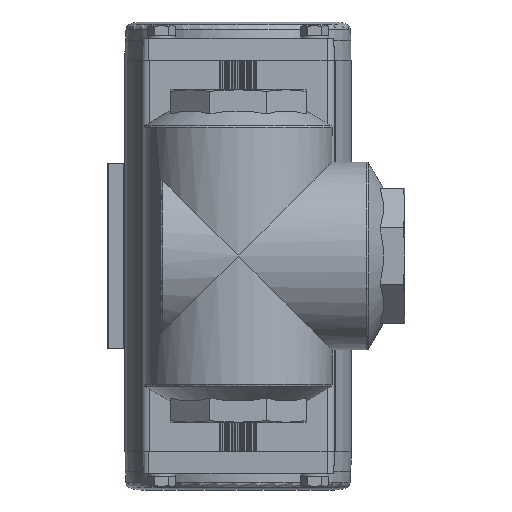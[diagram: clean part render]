
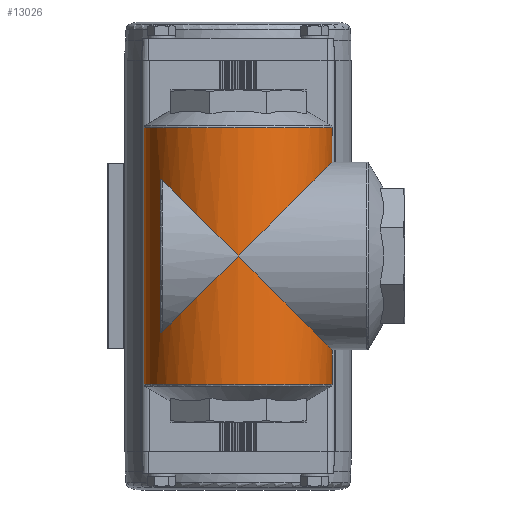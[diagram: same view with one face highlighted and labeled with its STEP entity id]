
A CAD part, front view. The second image highlights one B-rep face of the part: STEP entity #13026.
In plain terms, the highlighted cylindrical face has radius 38 mm (diameter 76 mm), a full revolution.
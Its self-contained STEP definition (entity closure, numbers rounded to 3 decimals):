
#147=ELLIPSE('',#14092,53.74,38.);
#148=ELLIPSE('',#14093,53.74,38.);
#149=ELLIPSE('',#14094,53.74,38.);
#150=ELLIPSE('',#14095,53.74,38.);
#151=ELLIPSE('',#14096,53.74,38.);
#152=ELLIPSE('',#14097,53.74,38.);
#659=B_SPLINE_CURVE_WITH_KNOTS('',3,(#19922,#19923,#19924,#19925,#19926,
#19927,#19928),.UNSPECIFIED.,.F.,.F.,(4,1,1,1,4),(0.074,0.08,
0.085,0.09,0.096),.UNSPECIFIED.);
#661=B_SPLINE_CURVE_WITH_KNOTS('',3,(#19939,#19940,#19941,#19942,#19943,
#19944,#19945,#19946),.UNSPECIFIED.,.F.,.F.,(4,1,1,1,1,4),(0.032,
0.037,0.043,0.048,0.051,
0.053),.UNSPECIFIED.);
#682=B_SPLINE_CURVE_WITH_KNOTS('',3,(#20135,#20136,#20137,#20138,#20139,
#20140,#20141),.UNSPECIFIED.,.F.,.F.,(4,1,1,1,4),(0.,0.001,
0.001,0.002,0.002),
 .UNSPECIFIED.);
#683=B_SPLINE_CURVE_WITH_KNOTS('',3,(#20145,#20146,#20147,#20148,#20149,
#20150,#20151),.UNSPECIFIED.,.F.,.F.,(4,1,1,1,4),(0.003,0.003,
0.004,0.005,0.005),
 .UNSPECIFIED.);
#684=B_SPLINE_CURVE_WITH_KNOTS('',3,(#20158,#20159,#20160,#20161,#20162,
#20163,#20164),.UNSPECIFIED.,.F.,.F.,(4,1,1,1,4),(0.,0.001,
0.001,0.002,0.002),
 .UNSPECIFIED.);
#685=B_SPLINE_CURVE_WITH_KNOTS('',3,(#20168,#20169,#20170,#20171,#20172,
#20173,#20174),.UNSPECIFIED.,.F.,.F.,(4,1,1,1,4),(0.003,0.003,
0.004,0.005,0.005),
 .UNSPECIFIED.);
#1347=LINE('',#20143,#2158);
#1348=LINE('',#20166,#2159);
#2158=VECTOR('',#15878,1000.);
#2159=VECTOR('',#15885,1000.);
#3152=ORIENTED_EDGE('',*,*,#6887,.F.);
#3153=ORIENTED_EDGE('',*,*,#6833,.F.);
#3154=ORIENTED_EDGE('',*,*,#6888,.F.);
#3155=ORIENTED_EDGE('',*,*,#6889,.T.);
#3156=ORIENTED_EDGE('',*,*,#6890,.F.);
#3157=ORIENTED_EDGE('',*,*,#6891,.T.);
#3158=ORIENTED_EDGE('',*,*,#6892,.F.);
#3159=ORIENTED_EDGE('',*,*,#6831,.F.);
#3160=ORIENTED_EDGE('',*,*,#6893,.F.);
#3161=ORIENTED_EDGE('',*,*,#6894,.F.);
#3162=ORIENTED_EDGE('',*,*,#6895,.T.);
#3163=ORIENTED_EDGE('',*,*,#6896,.F.);
#3164=ORIENTED_EDGE('',*,*,#6897,.T.);
#3165=ORIENTED_EDGE('',*,*,#6898,.F.);
#3166=ORIENTED_EDGE('',*,*,#6899,.F.);
#3167=ORIENTED_EDGE('',*,*,#6900,.T.);
#6831=EDGE_CURVE('',#8689,#8690,#659,.T.);
#6833=EDGE_CURVE('',#8691,#8692,#661,.T.);
#6887=EDGE_CURVE('',#8735,#8735,#9924,.T.);
#6888=EDGE_CURVE('',#8736,#8691,#147,.T.);
#6889=EDGE_CURVE('',#8736,#8737,#682,.T.);
#6890=EDGE_CURVE('',#8738,#8737,#1347,.F.);
#6891=EDGE_CURVE('',#8738,#8739,#683,.T.);
#6892=EDGE_CURVE('',#8690,#8739,#148,.F.);
#6893=EDGE_CURVE('',#8740,#8689,#149,.F.);
#6894=EDGE_CURVE('',#8741,#8740,#150,.F.);
#6895=EDGE_CURVE('',#8741,#8742,#684,.T.);
#6896=EDGE_CURVE('',#8743,#8742,#1348,.T.);
#6897=EDGE_CURVE('',#8743,#8744,#685,.T.);
#6898=EDGE_CURVE('',#8740,#8744,#151,.T.);
#6899=EDGE_CURVE('',#8692,#8740,#152,.T.);
#6900=EDGE_CURVE('',#8745,#8745,#9925,.T.);
#8689=VERTEX_POINT('',#19929);
#8690=VERTEX_POINT('',#19930);
#8691=VERTEX_POINT('',#19938);
#8692=VERTEX_POINT('',#19947);
#8735=VERTEX_POINT('',#20132);
#8736=VERTEX_POINT('',#20134);
#8737=VERTEX_POINT('',#20142);
#8738=VERTEX_POINT('',#20144);
#8739=VERTEX_POINT('',#20152);
#8740=VERTEX_POINT('',#20155);
#8741=VERTEX_POINT('',#20157);
#8742=VERTEX_POINT('',#20165);
#8743=VERTEX_POINT('',#20167);
#8744=VERTEX_POINT('',#20175);
#8745=VERTEX_POINT('',#20179);
#9924=CIRCLE('',#14091,38.);
#9925=CIRCLE('',#14098,38.);
#10553=EDGE_LOOP('',(#3152));
#10554=EDGE_LOOP('',(#3153,#3154,#3155,#3156,#3157,#3158,#3159,#3160,#3161,
#3162,#3163,#3164,#3165,#3166));
#10555=EDGE_LOOP('',(#3167));
#11687=FACE_BOUND('',#10553,.T.);
#11688=FACE_BOUND('',#10554,.T.);
#11689=FACE_BOUND('',#10555,.T.);
#12800=CYLINDRICAL_SURFACE('',#14090,38.);
#13026=ADVANCED_FACE('',(#11687,#11688,#11689),#12800,.T.);
#14090=AXIS2_PLACEMENT_3D('',#20130,#15872,#15873);
#14091=AXIS2_PLACEMENT_3D('',#20131,#15874,#15875);
#14092=AXIS2_PLACEMENT_3D('',#20133,#15876,#15877);
#14093=AXIS2_PLACEMENT_3D('',#20153,#15879,#15880);
#14094=AXIS2_PLACEMENT_3D('',#20154,#15881,#15882);
#14095=AXIS2_PLACEMENT_3D('',#20156,#15883,#15884);
#14096=AXIS2_PLACEMENT_3D('',#20176,#15886,#15887);
#14097=AXIS2_PLACEMENT_3D('',#20177,#15888,#15889);
#14098=AXIS2_PLACEMENT_3D('',#20178,#15890,#15891);
#15872=DIRECTION('',(0.,0.,-1.));
#15873=DIRECTION('',(-1.,0.,0.));
#15874=DIRECTION('',(0.,0.,-1.));
#15875=DIRECTION('',(-1.,0.,0.));
#15876=DIRECTION('',(-0.707,0.,-0.707));
#15877=DIRECTION('',(0.707,0.,-0.707));
#15878=DIRECTION('',(0.,0.,-1.));
#15879=DIRECTION('',(0.707,0.,-0.707));
#15880=DIRECTION('',(-0.707,0.,-0.707));
#15881=DIRECTION('',(-0.707,0.,-0.707));
#15882=DIRECTION('',(0.707,0.,-0.707));
#15883=DIRECTION('',(0.707,0.,-0.707));
#15884=DIRECTION('',(-0.707,0.,-0.707));
#15885=DIRECTION('',(0.,0.,-1.));
#15886=DIRECTION('',(-0.707,0.,-0.707));
#15887=DIRECTION('',(0.707,0.,-0.707));
#15888=DIRECTION('',(0.707,0.,-0.707));
#15889=DIRECTION('',(-0.707,0.,-0.707));
#15890=DIRECTION('',(0.,0.,-1.));
#15891=DIRECTION('',(-1.,0.,0.));
#19922=CARTESIAN_POINT('',(9.546,36.781,-9.546));
#19923=CARTESIAN_POINT('',(8.309,37.103,-10.783));
#19924=CARTESIAN_POINT('',(5.341,37.736,-12.781));
#19925=CARTESIAN_POINT('',(0.004,38.132,-13.859));
#19926=CARTESIAN_POINT('',(-5.34,37.736,-12.783));
#19927=CARTESIAN_POINT('',(-8.312,37.102,-10.78));
#19928=CARTESIAN_POINT('',(-9.546,36.781,-9.546));
#19929=CARTESIAN_POINT('',(9.546,36.781,-9.546));
#19930=CARTESIAN_POINT('',(-9.546,36.781,-9.546));
#19938=CARTESIAN_POINT('',(-9.546,36.781,9.546));
#19939=CARTESIAN_POINT('',(-9.546,36.781,9.546));
#19940=CARTESIAN_POINT('',(-8.306,37.103,10.786));
#19941=CARTESIAN_POINT('',(-5.341,37.736,12.78));
#19942=CARTESIAN_POINT('',(-0.006,38.131,13.857));
#19943=CARTESIAN_POINT('',(4.436,37.804,12.968));
#19944=CARTESIAN_POINT('',(7.573,37.26,11.279));
#19945=CARTESIAN_POINT('',(8.922,36.943,10.17));
#19946=CARTESIAN_POINT('',(9.546,36.781,9.546));
#19947=CARTESIAN_POINT('',(9.546,36.781,9.546));
#20130=CARTESIAN_POINT('',(0.,0.,-67.25));
#20131=CARTESIAN_POINT('',(0.,0.,-51.934));
#20132=CARTESIAN_POINT('',(-38.,0.,-51.934));
#20133=CARTESIAN_POINT('',(0.,0.,0.));
#20134=CARTESIAN_POINT('',(-30.5,22.666,30.5));
#20135=CARTESIAN_POINT('',(-30.5,22.666,30.5));
#20136=CARTESIAN_POINT('',(-30.591,22.543,30.591));
#20137=CARTESIAN_POINT('',(-30.779,22.288,30.748));
#20138=CARTESIAN_POINT('',(-31.077,21.871,30.885));
#20139=CARTESIAN_POINT('',(-31.407,21.394,30.831));
#20140=CARTESIAN_POINT('',(-31.5,21.254,30.465));
#20141=CARTESIAN_POINT('',(-31.5,21.254,30.286));
#20142=CARTESIAN_POINT('',(-31.5,21.254,30.286));
#20143=CARTESIAN_POINT('',(-31.5,21.254,-67.25));
#20144=CARTESIAN_POINT('',(-31.5,21.254,-30.286));
#20145=CARTESIAN_POINT('',(-31.5,21.254,-30.286));
#20146=CARTESIAN_POINT('',(-31.5,21.254,-30.462));
#20147=CARTESIAN_POINT('',(-31.407,21.394,-30.832));
#20148=CARTESIAN_POINT('',(-31.076,21.872,-30.885));
#20149=CARTESIAN_POINT('',(-30.78,22.286,-30.749));
#20150=CARTESIAN_POINT('',(-30.591,22.543,-30.591));
#20151=CARTESIAN_POINT('',(-30.5,22.666,-30.5));
#20152=CARTESIAN_POINT('',(-30.5,22.666,-30.5));
#20153=CARTESIAN_POINT('',(0.,0.,0.));
#20154=CARTESIAN_POINT('',(0.,0.,0.));
#20155=CARTESIAN_POINT('',(0.,-38.,0.));
#20156=CARTESIAN_POINT('',(0.,0.,0.));
#20157=CARTESIAN_POINT('',(-30.5,-22.666,-30.5));
#20158=CARTESIAN_POINT('',(-30.5,-22.666,-30.5));
#20159=CARTESIAN_POINT('',(-30.591,-22.543,-30.591));
#20160=CARTESIAN_POINT('',(-30.779,-22.288,-30.748));
#20161=CARTESIAN_POINT('',(-31.077,-21.871,-30.885));
#20162=CARTESIAN_POINT('',(-31.407,-21.394,-30.831));
#20163=CARTESIAN_POINT('',(-31.5,-21.254,-30.465));
#20164=CARTESIAN_POINT('',(-31.5,-21.254,-30.286));
#20165=CARTESIAN_POINT('',(-31.5,-21.254,-30.286));
#20166=CARTESIAN_POINT('',(-31.5,-21.254,-67.25));
#20167=CARTESIAN_POINT('',(-31.5,-21.254,30.286));
#20168=CARTESIAN_POINT('',(-31.5,-21.254,30.286));
#20169=CARTESIAN_POINT('',(-31.5,-21.254,30.462));
#20170=CARTESIAN_POINT('',(-31.407,-21.394,30.832));
#20171=CARTESIAN_POINT('',(-31.076,-21.872,30.885));
#20172=CARTESIAN_POINT('',(-30.78,-22.286,30.749));
#20173=CARTESIAN_POINT('',(-30.591,-22.543,30.591));
#20174=CARTESIAN_POINT('',(-30.5,-22.666,30.5));
#20175=CARTESIAN_POINT('',(-30.5,-22.666,30.5));
#20176=CARTESIAN_POINT('',(0.,0.,0.));
#20177=CARTESIAN_POINT('',(0.,0.,0.));
#20178=CARTESIAN_POINT('',(0.,0.,51.934));
#20179=CARTESIAN_POINT('',(-38.,0.,51.934));
